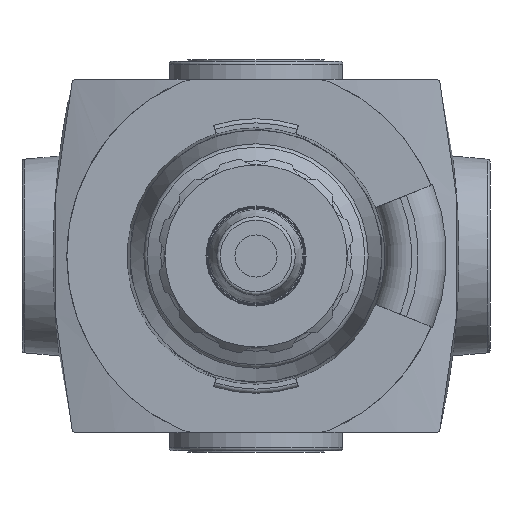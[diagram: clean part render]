
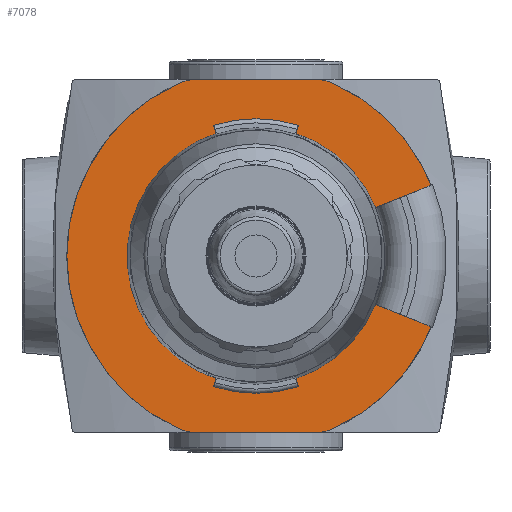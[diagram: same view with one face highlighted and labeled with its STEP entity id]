
A CAD part, front view. The second image highlights one B-rep face of the part: STEP entity #7078.
In plain terms, the highlighted planar face has unit normal (0, -1, 0).
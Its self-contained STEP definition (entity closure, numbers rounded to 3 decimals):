
#189=LINE('',#9628,#461);
#190=LINE('',#9636,#462);
#191=LINE('',#9641,#463);
#192=LINE('',#9646,#464);
#193=LINE('',#9650,#465);
#194=LINE('',#9654,#466);
#195=LINE('',#9658,#467);
#196=LINE('',#9662,#468);
#461=VECTOR('',#8070,1000.);
#462=VECTOR('',#8077,1000.);
#463=VECTOR('',#8082,1000.);
#464=VECTOR('',#8085,1000.);
#465=VECTOR('',#8088,1000.);
#466=VECTOR('',#8091,1000.);
#467=VECTOR('',#8094,1000.);
#468=VECTOR('',#8097,1000.);
#734=PLANE('',#7421);
#867=CIRCLE('',#7422,3.);
#868=CIRCLE('',#7423,3.);
#869=CIRCLE('',#7424,13.5);
#870=CIRCLE('',#7425,3.);
#871=CIRCLE('',#7426,3.);
#872=CIRCLE('',#7427,13.5);
#873=CIRCLE('',#7428,9.2);
#874=CIRCLE('',#7429,9.8);
#875=CIRCLE('',#7430,9.2);
#876=CIRCLE('',#7431,10.1);
#877=CIRCLE('',#7432,9.2);
#878=CIRCLE('',#7433,9.8);
#1167=ORIENTED_EDGE('',*,*,#2560,.F.);
#1168=ORIENTED_EDGE('',*,*,#2561,.F.);
#1169=ORIENTED_EDGE('',*,*,#2562,.F.);
#1170=ORIENTED_EDGE('',*,*,#2563,.F.);
#1171=ORIENTED_EDGE('',*,*,#2564,.F.);
#1172=ORIENTED_EDGE('',*,*,#2565,.F.);
#1173=ORIENTED_EDGE('',*,*,#2566,.F.);
#1174=ORIENTED_EDGE('',*,*,#2567,.F.);
#1175=ORIENTED_EDGE('',*,*,#2568,.T.);
#1176=ORIENTED_EDGE('',*,*,#2569,.F.);
#1177=ORIENTED_EDGE('',*,*,#2570,.T.);
#1178=ORIENTED_EDGE('',*,*,#2571,.T.);
#1179=ORIENTED_EDGE('',*,*,#2572,.F.);
#1180=ORIENTED_EDGE('',*,*,#2573,.F.);
#1181=ORIENTED_EDGE('',*,*,#2574,.F.);
#1182=ORIENTED_EDGE('',*,*,#2575,.F.);
#1183=ORIENTED_EDGE('',*,*,#2576,.T.);
#1184=ORIENTED_EDGE('',*,*,#2577,.F.);
#1185=ORIENTED_EDGE('',*,*,#2578,.F.);
#1186=ORIENTED_EDGE('',*,*,#2579,.F.);
#2560=EDGE_CURVE('',#3256,#3257,#867,.T.);
#2561=EDGE_CURVE('',#3258,#3256,#189,.T.);
#2562=EDGE_CURVE('',#3259,#3258,#868,.T.);
#2563=EDGE_CURVE('',#3260,#3259,#869,.T.);
#2564=EDGE_CURVE('',#3261,#3260,#870,.T.);
#2565=EDGE_CURVE('',#3262,#3261,#190,.T.);
#2566=EDGE_CURVE('',#3263,#3262,#871,.T.);
#2567=EDGE_CURVE('',#3257,#3263,#872,.T.);
#2568=EDGE_CURVE('',#3264,#3265,#191,.T.);
#2569=EDGE_CURVE('',#3266,#3265,#873,.F.);
#2570=EDGE_CURVE('',#3266,#3267,#192,.T.);
#2571=EDGE_CURVE('',#3267,#3268,#874,.T.);
#2572=EDGE_CURVE('',#3269,#3268,#193,.T.);
#2573=EDGE_CURVE('',#3270,#3269,#875,.F.);
#2574=EDGE_CURVE('',#3271,#3270,#194,.T.);
#2575=EDGE_CURVE('',#3272,#3271,#876,.T.);
#2576=EDGE_CURVE('',#3272,#3273,#195,.T.);
#2577=EDGE_CURVE('',#3274,#3273,#877,.F.);
#2578=EDGE_CURVE('',#3275,#3274,#196,.T.);
#2579=EDGE_CURVE('',#3264,#3275,#878,.T.);
#3256=VERTEX_POINT('',#9626);
#3257=VERTEX_POINT('',#9627);
#3258=VERTEX_POINT('',#9629);
#3259=VERTEX_POINT('',#9631);
#3260=VERTEX_POINT('',#9633);
#3261=VERTEX_POINT('',#9635);
#3262=VERTEX_POINT('',#9637);
#3263=VERTEX_POINT('',#9639);
#3264=VERTEX_POINT('',#9642);
#3265=VERTEX_POINT('',#9643);
#3266=VERTEX_POINT('',#9645);
#3267=VERTEX_POINT('',#9647);
#3268=VERTEX_POINT('',#9649);
#3269=VERTEX_POINT('',#9651);
#3270=VERTEX_POINT('',#9653);
#3271=VERTEX_POINT('',#9655);
#3272=VERTEX_POINT('',#9657);
#3273=VERTEX_POINT('',#9659);
#3274=VERTEX_POINT('',#9661);
#3275=VERTEX_POINT('',#9663);
#3861=EDGE_LOOP('',(#1167,#1168,#1169,#1170,#1171,#1172,#1173,#1174));
#3862=EDGE_LOOP('',(#1175,#1176,#1177,#1178,#1179,#1180,#1181,#1182,#1183,
#1184,#1185,#1186));
#4303=FACE_BOUND('',#3861,.T.);
#4304=FACE_BOUND('',#3862,.T.);
#7078=ADVANCED_FACE('',(#4303,#4304),#734,.F.);
#7421=AXIS2_PLACEMENT_3D('',#9624,#8066,#8067);
#7422=AXIS2_PLACEMENT_3D('',#9625,#8068,#8069);
#7423=AXIS2_PLACEMENT_3D('',#9630,#8071,#8072);
#7424=AXIS2_PLACEMENT_3D('',#9632,#8073,#8074);
#7425=AXIS2_PLACEMENT_3D('',#9634,#8075,#8076);
#7426=AXIS2_PLACEMENT_3D('',#9638,#8078,#8079);
#7427=AXIS2_PLACEMENT_3D('',#9640,#8080,#8081);
#7428=AXIS2_PLACEMENT_3D('',#9644,#8083,#8084);
#7429=AXIS2_PLACEMENT_3D('',#9648,#8086,#8087);
#7430=AXIS2_PLACEMENT_3D('',#9652,#8089,#8090);
#7431=AXIS2_PLACEMENT_3D('',#9656,#8092,#8093);
#7432=AXIS2_PLACEMENT_3D('',#9660,#8095,#8096);
#7433=AXIS2_PLACEMENT_3D('',#9664,#8098,#8099);
#8066=DIRECTION('',(0.,1.,0.));
#8067=DIRECTION('',(0.,0.,1.));
#8068=DIRECTION('',(0.,1.,0.));
#8069=DIRECTION('',(1.,0.,0.));
#8070=DIRECTION('',(-1.,0.,0.));
#8071=DIRECTION('',(0.,1.,0.));
#8072=DIRECTION('',(1.,0.,0.));
#8073=DIRECTION('',(0.,1.,0.));
#8074=DIRECTION('',(1.,0.,0.));
#8075=DIRECTION('',(0.,1.,0.));
#8076=DIRECTION('',(1.,0.,0.));
#8077=DIRECTION('',(1.,0.,0.));
#8078=DIRECTION('',(0.,1.,0.));
#8079=DIRECTION('',(1.,0.,0.));
#8080=DIRECTION('',(0.,1.,0.));
#8081=DIRECTION('',(1.,0.,0.));
#8082=DIRECTION('',(0.309,0.,0.951));
#8083=DIRECTION('',(0.,1.,0.));
#8084=DIRECTION('',(0.,0.,1.));
#8085=DIRECTION('',(-0.309,0.,0.951));
#8086=DIRECTION('',(0.,1.,0.));
#8087=DIRECTION('',(0.,0.,1.));
#8088=DIRECTION('',(0.309,0.,0.951));
#8089=DIRECTION('',(0.,1.,0.));
#8090=DIRECTION('',(0.,0.,1.));
#8091=DIRECTION('',(-0.927,0.,-0.375));
#8092=DIRECTION('',(0.,-1.,0.));
#8093=DIRECTION('',(1.,0.,0.));
#8094=DIRECTION('',(-0.927,0.,0.375));
#8095=DIRECTION('',(0.,1.,0.));
#8096=DIRECTION('',(0.,0.,1.));
#8097=DIRECTION('',(-0.309,0.,0.951));
#8098=DIRECTION('',(0.,-1.,0.));
#8099=DIRECTION('',(0.,0.,-1.));
#9624=CARTESIAN_POINT('',(-4.253,-17.6,-9.6));
#9625=CARTESIAN_POINT('',(-4.253,-17.6,-9.6));
#9626=CARTESIAN_POINT('',(-4.253,-17.6,-12.6));
#9627=CARTESIAN_POINT('',(-5.468,-17.6,-12.343));
#9628=CARTESIAN_POINT('',(4.253,-17.6,-12.6));
#9629=CARTESIAN_POINT('',(4.253,-17.6,-12.6));
#9630=CARTESIAN_POINT('',(4.253,-17.6,-9.6));
#9631=CARTESIAN_POINT('',(5.468,-17.6,-12.343));
#9632=CARTESIAN_POINT('',(0.,-17.6,0.));
#9633=CARTESIAN_POINT('',(5.468,-17.6,12.343));
#9634=CARTESIAN_POINT('',(4.253,-17.6,9.6));
#9635=CARTESIAN_POINT('',(4.253,-17.6,12.6));
#9636=CARTESIAN_POINT('',(-4.253,-17.6,12.6));
#9637=CARTESIAN_POINT('',(-4.253,-17.6,12.6));
#9638=CARTESIAN_POINT('',(-4.253,-17.6,9.6));
#9639=CARTESIAN_POINT('',(-5.468,-17.6,12.343));
#9640=CARTESIAN_POINT('',(0.,-17.6,0.));
#9641=CARTESIAN_POINT('',(-3.028,-17.6,-9.32));
#9642=CARTESIAN_POINT('',(-3.028,-17.6,-9.32));
#9643=CARTESIAN_POINT('',(-2.843,-17.6,-8.75));
#9644=CARTESIAN_POINT('',(0.,-17.6,0.));
#9645=CARTESIAN_POINT('',(-2.843,-17.6,8.75));
#9646=CARTESIAN_POINT('',(-2.812,-17.6,8.655));
#9647=CARTESIAN_POINT('',(-3.028,-17.6,9.32));
#9648=CARTESIAN_POINT('',(0.,-17.6,0.));
#9649=CARTESIAN_POINT('',(3.028,-17.6,9.32));
#9650=CARTESIAN_POINT('',(2.812,-17.6,8.655));
#9651=CARTESIAN_POINT('',(2.843,-17.6,8.75));
#9652=CARTESIAN_POINT('',(0.,-17.6,0.));
#9653=CARTESIAN_POINT('',(8.53,-17.6,3.446));
#9654=CARTESIAN_POINT('',(9.365,-17.6,3.784));
#9655=CARTESIAN_POINT('',(9.365,-17.6,3.784));
#9656=CARTESIAN_POINT('',(0.,-17.6,0.));
#9657=CARTESIAN_POINT('',(9.365,-17.6,-3.784));
#9658=CARTESIAN_POINT('',(9.365,-17.6,-3.784));
#9659=CARTESIAN_POINT('',(8.53,-17.6,-3.446));
#9660=CARTESIAN_POINT('',(0.,-17.6,0.));
#9661=CARTESIAN_POINT('',(2.843,-17.6,-8.75));
#9662=CARTESIAN_POINT('',(3.028,-17.6,-9.32));
#9663=CARTESIAN_POINT('',(3.028,-17.6,-9.32));
#9664=CARTESIAN_POINT('',(0.,-17.6,0.));
